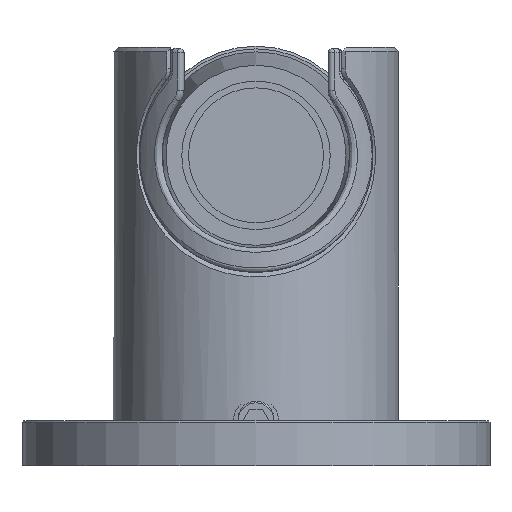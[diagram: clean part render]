
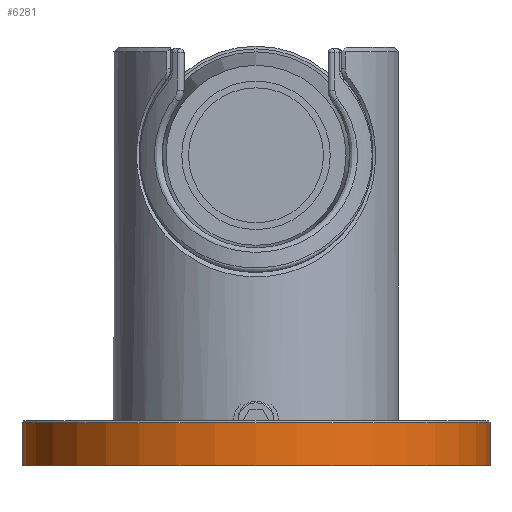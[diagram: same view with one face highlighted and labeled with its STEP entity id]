
A CAD part, front view. The second image highlights one B-rep face of the part: STEP entity #6281.
In plain terms, the highlighted cylindrical face has radius 26 mm (diameter 52 mm), a full revolution.
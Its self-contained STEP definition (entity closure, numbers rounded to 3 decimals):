
#396=CYLINDRICAL_SURFACE('',#6713,26.);
#559=CIRCLE('',#6712,26.);
#560=CIRCLE('',#6714,26.);
#981=ORIENTED_EDGE('',*,*,#2390,.F.);
#982=ORIENTED_EDGE('',*,*,#2389,.T.);
#2389=EDGE_CURVE('',#3116,#3116,#559,.T.);
#2390=EDGE_CURVE('',#3117,#3117,#560,.T.);
#3116=VERTEX_POINT('',#9546);
#3117=VERTEX_POINT('',#9549);
#4205=EDGE_LOOP('',(#981));
#4206=EDGE_LOOP('',(#982));
#4759=FACE_BOUND('',#4205,.T.);
#4760=FACE_BOUND('',#4206,.T.);
#6281=ADVANCED_FACE('',(#4759,#4760),#396,.T.);
#6712=AXIS2_PLACEMENT_3D('',#9545,#7428,#7429);
#6713=AXIS2_PLACEMENT_3D('',#9547,#7430,#7431);
#6714=AXIS2_PLACEMENT_3D('',#9548,#7432,#7433);
#7428=DIRECTION('',(0.,0.,-1.));
#7429=DIRECTION('',(1.,0.,0.));
#7430=DIRECTION('',(0.,0.,-1.));
#7431=DIRECTION('',(1.,0.,0.));
#7432=DIRECTION('',(0.,0.,-1.));
#7433=DIRECTION('',(1.,0.,0.));
#9545=CARTESIAN_POINT('',(0.,0.,4.8));
#9546=CARTESIAN_POINT('',(26.,0.,4.8));
#9547=CARTESIAN_POINT('',(0.,0.,5.25));
#9548=CARTESIAN_POINT('',(0.,0.,0.));
#9549=CARTESIAN_POINT('',(26.,0.,0.));
